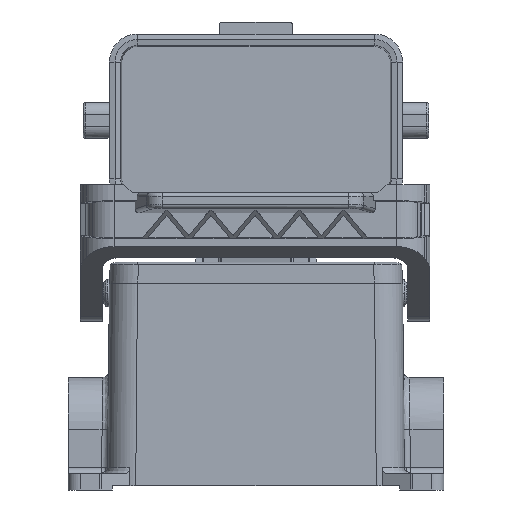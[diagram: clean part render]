
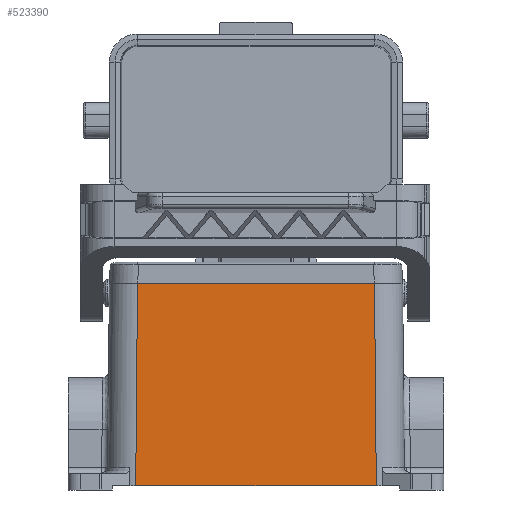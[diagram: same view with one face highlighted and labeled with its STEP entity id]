
A CAD part, front view. The second image highlights one B-rep face of the part: STEP entity #523390.
In plain terms, the highlighted face is planar.
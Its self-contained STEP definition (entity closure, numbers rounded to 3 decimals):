
#1220=CARTESIAN_POINT('',(63.325,69.408,0.));
#1230=VERTEX_POINT('',#1220);
#1260=CARTESIAN_POINT('',(63.325,0.,0.));
#1270=DIRECTION('',(0.,-1.,0.));
#1280=VECTOR('',#1270,1.);
#1290=LINE('',#1260,#1280);
#1300=CARTESIAN_POINT('',(63.325,10.407,0.));
#1310=VERTEX_POINT('',#1300);
#1320=EDGE_CURVE('',#1230,#1310,#1290,.T.);
#523090=CARTESIAN_POINT('',(63.325,3.407,0.));
#523100=DIRECTION('',(1.,0.,0.009));
#523110=DIRECTION('',(0.,-1.,0.));
#523120=AXIS2_PLACEMENT_3D('',#523090,#523100,#523110);
#523130=PLANE('',#523120);
#523140=CARTESIAN_POINT('',(63.324,69.407,
0.061));
#523150=DIRECTION('',(-0.009,-0.009,
1.));
#523160=VECTOR('',#523150,1.);
#523170=LINE('',#523140,#523160);
#523180=CARTESIAN_POINT('',(63.766,69.848,-50.5));
#523190=VERTEX_POINT('',#523180);
#523200=EDGE_CURVE('',#523190,#1230,#523170,.T.);
#523210=ORIENTED_EDGE('',*,*,#523200,.T.);
#523220=CARTESIAN_POINT('',(63.766,0.,-50.5));
#523230=DIRECTION('',(0.,-1.,0.));
#523240=VECTOR('',#523230,1.);
#523250=LINE('',#523220,#523240);
#523260=CARTESIAN_POINT('',(63.766,9.966,-50.5));
#523270=VERTEX_POINT('',#523260);
#523280=EDGE_CURVE('',#523190,#523270,#523250,.T.);
#523290=ORIENTED_EDGE('',*,*,#523280,.F.);
#523300=CARTESIAN_POINT('',(63.324,10.408,
0.061));
#523310=DIRECTION('',(-0.009,0.009,
1.));
#523320=VECTOR('',#523310,1.);
#523330=LINE('',#523300,#523320);
#523340=EDGE_CURVE('',#523270,#1310,#523330,.T.);
#523350=ORIENTED_EDGE('',*,*,#523340,.F.);
#523360=ORIENTED_EDGE('',*,*,#1320,.T.);
#523370=EDGE_LOOP('',(#523360,#523350,#523290,#523210));
#523380=FACE_OUTER_BOUND('',#523370,.T.);
#523390=ADVANCED_FACE('',(#523380),#523130,.T.);
